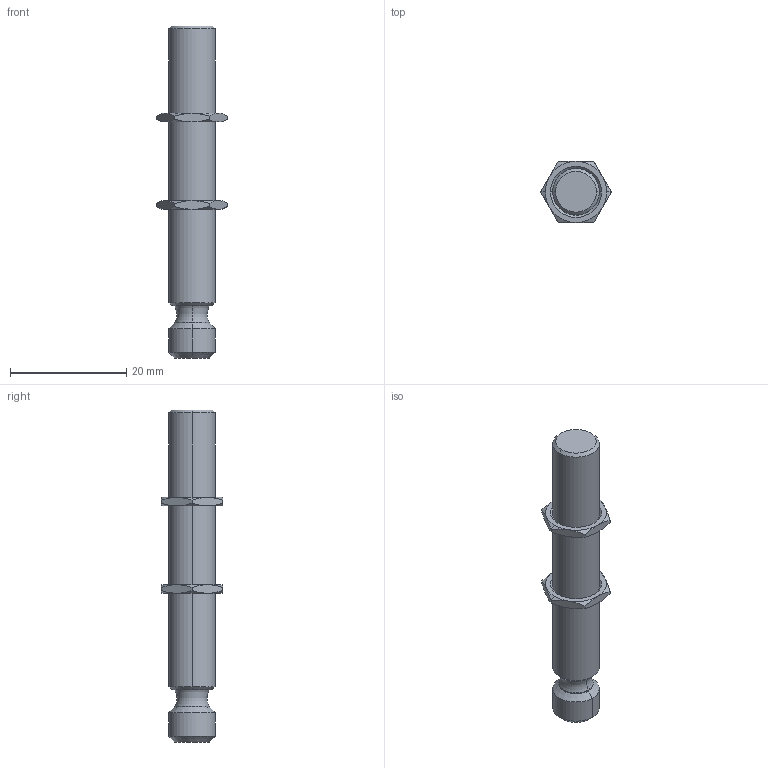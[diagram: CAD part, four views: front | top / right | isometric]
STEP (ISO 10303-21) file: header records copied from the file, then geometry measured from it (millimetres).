
FILE_DESCRIPTION((''),'2;1');
FILE_NAME('ASM0001_ASM','2012-02-09T',('dhelisch'),(''),'PRO/ENGINEER BY PARAMETRIC TECHNOLOGY CORPORATION, 2007250','PRO/ENGINEER BY PARAMETRIC TECHNOLOGY CORPORATION, 2007250','');
FILE_SCHEMA(('CONFIG_CONTROL_DESIGN'));
Length unit declared in the file: millimetre
Products named in the file (3): CAD1509; SECHSKANTMUTTER_2; ASM0001_ASM
Assembly tree (3 placements, depth 2):
  ASM0001_ASM
    CAD1509
    SECHSKANTMUTTER_2  x2
Bounding box: 12.14 x 10.51 x 57 mm (x, y, z)
Volume: 2875.5 mm3; surface area: 1833.7 mm2
Topology: 3 solids, 3 shells, 80 faces, 220 edges, 154 vertices
Faces by surface type: cone 48, plane 20, cylinder 8, torus 4
Entity records: 2371 total; most frequent: CARTESIAN_POINT 426, DIRECTION 318, ORIENTED_EDGE 204, AXIS2_PLACEMENT_3D 126, PRESENTATION_STYLE_ASSIGNMENT 114, STYLED_ITEM 107, EDGE_CURVE 102, CURVE_STYLE 100
